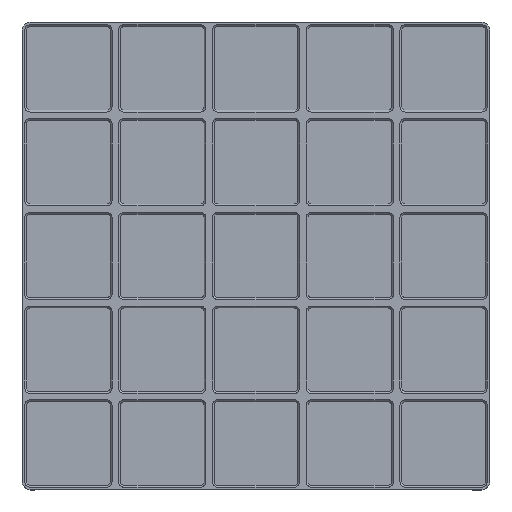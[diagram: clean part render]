
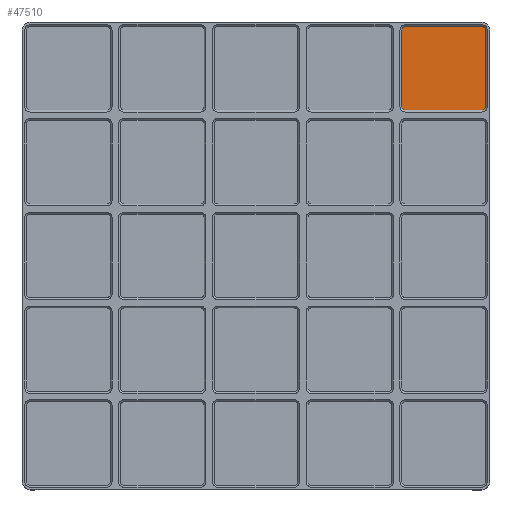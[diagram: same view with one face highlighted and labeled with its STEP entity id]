
A CAD part, top view. The second image highlights one B-rep face of the part: STEP entity #47510.
In plain terms, the highlighted planar face has unit normal (0, 0, 1).
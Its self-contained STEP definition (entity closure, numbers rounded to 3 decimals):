
#33570=CARTESIAN_POINT('',(291.75,289.,7.));
#33580=DIRECTION('',(0.,-1.,0.));
#33590=VECTOR('',#33580,1.);
#33600=LINE('',#33570,#33590);
#33610=CARTESIAN_POINT('',(291.75,290.15,7.));
#33620=VERTEX_POINT('',#33610);
#33630=CARTESIAN_POINT('',(291.75,255.85,7.));
#33640=VERTEX_POINT('',#33630);
#33650=EDGE_CURVE('',#33620,#33640,#33600,.T.);
#45560=CARTESIAN_POINT('',(289.,254.25,7.));
#45570=DIRECTION('',(-1.,0.,0.));
#45580=VECTOR('',#45570,1.);
#45590=LINE('',#45560,#45580);
#45600=CARTESIAN_POINT('',(290.15,254.25,7.));
#45610=VERTEX_POINT('',#45600);
#45620=CARTESIAN_POINT('',(255.85,254.25,7.));
#45630=VERTEX_POINT('',#45620);
#45640=EDGE_CURVE('',#45610,#45630,#45590,.T.);
#46940=CARTESIAN_POINT('',(273.,273.,7.));
#46950=DIRECTION('',(0.,0.,1.));
#46960=DIRECTION('',(1.,0.,0.));
#46970=AXIS2_PLACEMENT_3D('',#46940,#46950,#46960);
#46980=PLANE('',#46970);
#46990=CARTESIAN_POINT('',(255.85,290.15,7.));
#47000=DIRECTION('',(0.,0.,-1.));
#47010=DIRECTION('',(-1.,0.,0.));
#47020=AXIS2_PLACEMENT_3D('',#46990,#47000,#47010);
#47030=CIRCLE('',#47020,1.6);
#47040=CARTESIAN_POINT('',(254.25,290.15,7.));
#47050=VERTEX_POINT('',#47040);
#47060=CARTESIAN_POINT('',(255.85,291.75,7.));
#47070=VERTEX_POINT('',#47060);
#47080=EDGE_CURVE('',#47050,#47070,#47030,.T.);
#47090=ORIENTED_EDGE('',*,*,#47080,.F.);
#47100=CARTESIAN_POINT('',(257.,291.75,7.));
#47110=DIRECTION('',(1.,0.,0.));
#47120=VECTOR('',#47110,1.);
#47130=LINE('',#47100,#47120);
#47140=CARTESIAN_POINT('',(290.15,291.75,7.));
#47150=VERTEX_POINT('',#47140);
#47160=EDGE_CURVE('',#47070,#47150,#47130,.T.);
#47170=ORIENTED_EDGE('',*,*,#47160,.F.);
#47180=CARTESIAN_POINT('',(290.15,290.15,7.));
#47190=DIRECTION('',(0.,0.,-1.));
#47200=DIRECTION('',(-1.,0.,0.));
#47210=AXIS2_PLACEMENT_3D('',#47180,#47190,#47200);
#47220=CIRCLE('',#47210,1.6);
#47230=EDGE_CURVE('',#47150,#33620,#47220,.T.);
#47240=ORIENTED_EDGE('',*,*,#47230,.F.);
#47250=ORIENTED_EDGE('',*,*,#33650,.F.);
#47260=CARTESIAN_POINT('',(290.15,255.85,7.));
#47270=DIRECTION('',(0.,0.,-1.));
#47280=DIRECTION('',(-1.,0.,0.));
#47290=AXIS2_PLACEMENT_3D('',#47260,#47270,#47280);
#47300=CIRCLE('',#47290,1.6);
#47310=EDGE_CURVE('',#33640,#45610,#47300,.T.);
#47320=ORIENTED_EDGE('',*,*,#47310,.F.);
#47330=ORIENTED_EDGE('',*,*,#45640,.F.);
#47340=CARTESIAN_POINT('',(255.85,255.85,7.));
#47350=DIRECTION('',(0.,0.,-1.));
#47360=DIRECTION('',(-1.,0.,0.));
#47370=AXIS2_PLACEMENT_3D('',#47340,#47350,#47360);
#47380=CIRCLE('',#47370,1.6);
#47390=CARTESIAN_POINT('',(254.25,255.85,7.));
#47400=VERTEX_POINT('',#47390);
#47410=EDGE_CURVE('',#45630,#47400,#47380,.T.);
#47420=ORIENTED_EDGE('',*,*,#47410,.F.);
#47430=CARTESIAN_POINT('',(254.25,257.,7.));
#47440=DIRECTION('',(0.,1.,0.));
#47450=VECTOR('',#47440,1.);
#47460=LINE('',#47430,#47450);
#47470=EDGE_CURVE('',#47400,#47050,#47460,.T.);
#47480=ORIENTED_EDGE('',*,*,#47470,.F.);
#47490=EDGE_LOOP('',(#47480,#47420,#47330,#47320,#47250,#47240,#47170,
#47090));
#47500=FACE_OUTER_BOUND('',#47490,.T.);
#47510=ADVANCED_FACE('',(#47500),#46980,.T.);
